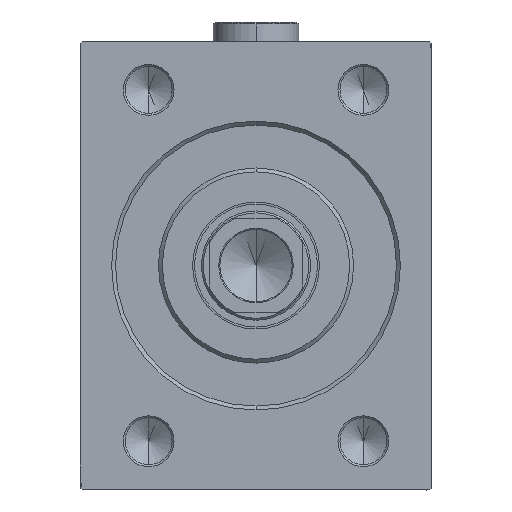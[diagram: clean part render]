
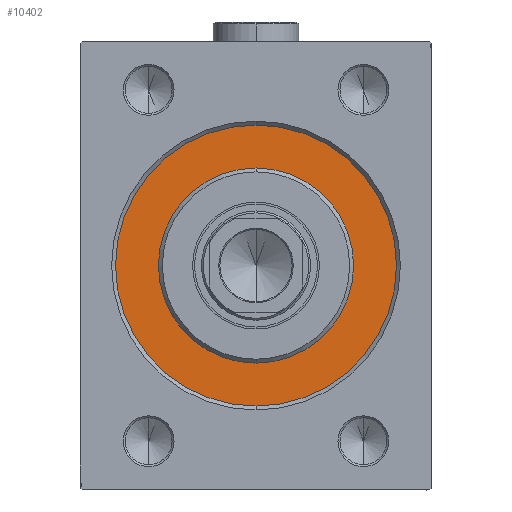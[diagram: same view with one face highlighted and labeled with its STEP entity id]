
A CAD part, left-side view. The second image highlights one B-rep face of the part: STEP entity #10402.
In plain terms, the highlighted face is planar.
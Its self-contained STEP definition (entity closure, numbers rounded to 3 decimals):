
#4134 = CARTESIAN_POINT ( 'NONE',  ( 0., 0., 0. ) ) ;
#4820 = PLANE ( 'NONE',  #24976 ) ;
#5856 = CARTESIAN_POINT ( 'NONE',  ( 0., 0., 0. ) ) ;
#7176 = EDGE_CURVE ( 'NONE', #33877, #40863, #10149, .T. ) ;
#10082 = CARTESIAN_POINT ( 'NONE',  ( 0., 0., 36. ) ) ;
#10149 = CIRCLE ( 'NONE', #21942, 25. ) ;
#10402 = ADVANCED_FACE ( 'NONE', ( #19131, #39709 ), #4820, .F. ) ;
#11524 = DIRECTION ( 'NONE',  ( 0., 0., 1. ) ) ;
#11829 = CIRCLE ( 'NONE', #30233, 25. ) ;
#11990 = DIRECTION ( 'NONE',  ( -1., 0., 0. ) ) ;
#13469 = DIRECTION ( 'NONE',  ( 0., 0., -1. ) ) ;
#14198 = EDGE_CURVE ( 'NONE', #40863, #33877, #11829, .T. ) ;
#14292 = CARTESIAN_POINT ( 'NONE',  ( 0., 0., 0. ) ) ;
#15594 = EDGE_CURVE ( 'NONE', #26263, #33121, #31745, .T. ) ;
#17862 = CARTESIAN_POINT ( 'NONE',  ( 0., 0., 0. ) ) ;
#19131 = FACE_BOUND ( 'NONE', #40979, .T. ) ;
#19928 = DIRECTION ( 'NONE',  ( 1., 0., 0. ) ) ;
#21942 = AXIS2_PLACEMENT_3D ( 'NONE', #5856, #19928, #13469 ) ;
#22378 = CARTESIAN_POINT ( 'NONE',  ( 0., 0., 0. ) ) ;
#22565 = CIRCLE ( 'NONE', #41751, 36. ) ;
#24976 = AXIS2_PLACEMENT_3D ( 'NONE', #22378, #11990, #11524 ) ;
#25373 = DIRECTION ( 'NONE',  ( -1., 0., 0. ) ) ;
#26263 = VERTEX_POINT ( 'NONE', #10082 ) ;
#26994 = ORIENTED_EDGE ( 'NONE', *, *, #15594, .F. ) ;
#28046 = CARTESIAN_POINT ( 'NONE',  ( 0., 0., 25. ) ) ;
#28601 = CARTESIAN_POINT ( 'NONE',  ( 0., 0., -25. ) ) ;
#28609 = DIRECTION ( 'NONE',  ( 0., 0., 1. ) ) ;
#30233 = AXIS2_PLACEMENT_3D ( 'NONE', #17862, #38892, #31710 ) ;
#30603 = ORIENTED_EDGE ( 'NONE', *, *, #42624, .F. ) ;
#31710 = DIRECTION ( 'NONE',  ( 0., 0., -1. ) ) ;
#31745 = CIRCLE ( 'NONE', #38407, 36. ) ;
#31830 = DIRECTION ( 'NONE',  ( 0., 0., 1. ) ) ;
#33121 = VERTEX_POINT ( 'NONE', #41072 ) ;
#33877 = VERTEX_POINT ( 'NONE', #28046 ) ;
#37317 = ORIENTED_EDGE ( 'NONE', *, *, #7176, .F. ) ;
#38407 = AXIS2_PLACEMENT_3D ( 'NONE', #14292, #38794, #31830 ) ;
#38794 = DIRECTION ( 'NONE',  ( -1., 0., 0. ) ) ;
#38892 = DIRECTION ( 'NONE',  ( 1., 0., 0. ) ) ;
#39678 = ORIENTED_EDGE ( 'NONE', *, *, #14198, .F. ) ;
#39709 = FACE_OUTER_BOUND ( 'NONE', #39892, .T. ) ;
#39892 = EDGE_LOOP ( 'NONE', ( #30603, #26994 ) ) ;
#40863 = VERTEX_POINT ( 'NONE', #28601 ) ;
#40979 = EDGE_LOOP ( 'NONE', ( #37317, #39678 ) ) ;
#41072 = CARTESIAN_POINT ( 'NONE',  ( 0., 0., -36. ) ) ;
#41751 = AXIS2_PLACEMENT_3D ( 'NONE', #4134, #25373, #28609 ) ;
#42624 = EDGE_CURVE ( 'NONE', #33121, #26263, #22565, .T. ) ;
